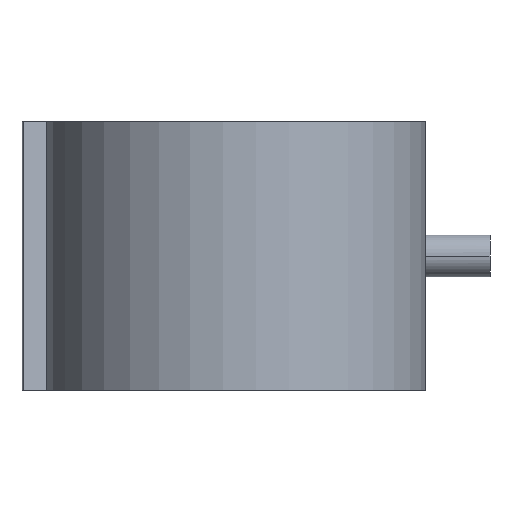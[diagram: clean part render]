
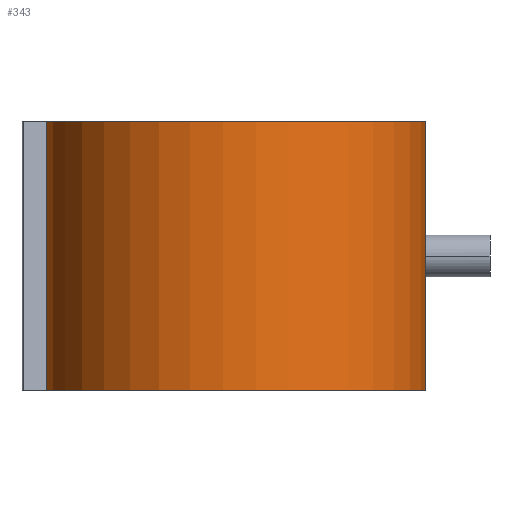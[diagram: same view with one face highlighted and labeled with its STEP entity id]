
A CAD part, front view. The second image highlights one B-rep face of the part: STEP entity #343.
In plain terms, the highlighted cylindrical face has radius 90.667 mm (diameter 181.333 mm), a partial arc.
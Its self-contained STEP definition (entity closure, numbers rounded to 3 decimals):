
#203 = VERTEX_POINT( '', #569 );
#209 = EDGE_CURVE( '', #521, #203, #575, .T. );
#317 = EDGE_CURVE( '', #327, #415, #698, .T. );
#327 = VERTEX_POINT( '', #709 );
#343 = ADVANCED_FACE( '', ( #725 ), #726, .T. );
#401 = EDGE_CURVE( '', #203, #327, #788, .T. );
#415 = VERTEX_POINT( '', #804 );
#433 = EDGE_CURVE( '', #521, #415, #825, .T. );
#521 = VERTEX_POINT( '', #920 );
#569 = CARTESIAN_POINT( '', ( -90.157, -9.6, -64. ) );
#575 = LINE( '', #971, #972 );
#698 = LINE( '', #1344, #1345 );
#709 = CARTESIAN_POINT( '', ( 90.157, 9.6, -64. ) );
#725 = FACE_OUTER_BOUND( '', #1382, .T. );
#726 = CYLINDRICAL_SURFACE( '', #1383, 90.667 );
#788 = CIRCLE( '', #1534, 90.667 );
#804 = CARTESIAN_POINT( '', ( 90.157, 9.6, 64. ) );
#825 = CIRCLE( '', #1580, 90.667 );
#920 = CARTESIAN_POINT( '', ( -90.157, -9.6, 64. ) );
#971 = CARTESIAN_POINT( '', ( -90.157, -9.6, 64. ) );
#972 = VECTOR( '', #1801, 1. );
#1344 = CARTESIAN_POINT( '', ( 90.157, 9.6, 64. ) );
#1345 = VECTOR( '', #1978, 1. );
#1382 = EDGE_LOOP( '', ( #1997, #1998, #1999, #2000 ) );
#1383 = AXIS2_PLACEMENT_3D( '', #2001, #2002, #2003 );
#1534 = AXIS2_PLACEMENT_3D( '', #2054, #2055, #2056 );
#1580 = AXIS2_PLACEMENT_3D( '', #2114, #2115, #2116 );
#1801 = DIRECTION( '', ( 0., 0., -1. ) );
#1978 = DIRECTION( '', ( 0., 0., 1. ) );
#1997 = ORIENTED_EDGE( '', *, *, #317, .T. );
#1998 = ORIENTED_EDGE( '', *, *, #433, .F. );
#1999 = ORIENTED_EDGE( '', *, *, #209, .T. );
#2000 = ORIENTED_EDGE( '', *, *, #401, .T. );
#2001 = CARTESIAN_POINT( '', ( 0., 0., 64. ) );
#2002 = DIRECTION( '', ( 0., 0., 1. ) );
#2003 = DIRECTION( '', ( -0.994, -0.106, 0. ) );
#2054 = CARTESIAN_POINT( '', ( 0., 0., -64. ) );
#2055 = DIRECTION( '', ( 0., 0., 1. ) );
#2056 = DIRECTION( '', ( -0.994, -0.106, 0. ) );
#2114 = CARTESIAN_POINT( '', ( 0., 0., 64. ) );
#2115 = DIRECTION( '', ( 0., 0., 1. ) );
#2116 = DIRECTION( '', ( -0.994, -0.106, 0. ) );
